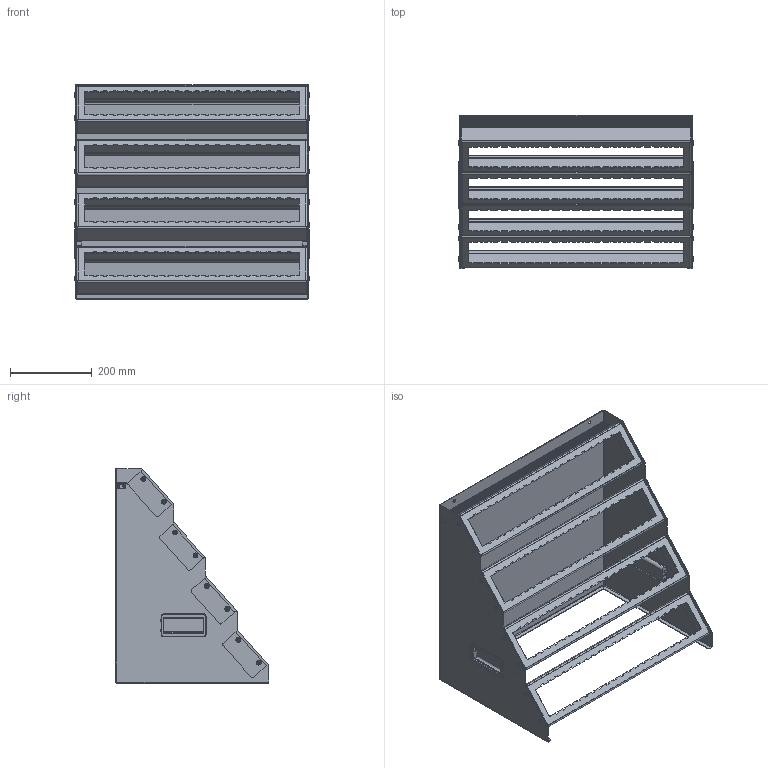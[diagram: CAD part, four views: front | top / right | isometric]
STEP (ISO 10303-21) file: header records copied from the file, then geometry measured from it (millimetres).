
FILE_DESCRIPTION(/* description */ ('Tischaufsatzgestell (TAG) 4-2 575x375x525'),/* implementation_level */ '2;1');
FILE_NAME(/* name */ '8024-11.stp',/* time_stamp */ '2024-03-13T15:34:48+01:00',/* author */ ('marvin.friedrich'),/* organization */ ('B+H'),/* preprocessor_version */ 'ST-DEVELOPER v18.1',/* originating_system */ 'Autodesk Inventor 2022',/* authorisation */ '');
FILE_SCHEMA (('AUTOMOTIVE_DESIGN { 1 0 10303 214 3 1 1 }'));
Length unit declared in the file: millimetre
Products named in the file (9): 8024-11; 8025-11; 8018-01; 8019-01; 8026-11; BLINDNIET Ø4x8-ALU; BLINDNIET Ø6x18-ALU; 8027-11; Schalengriff Fa. Mentor BNr. 3232.1103
Assembly tree (32 placements, depth 3):
  8024-11
    8025-11
    8018-01  x4
      8019-01
    8026-11
    BLINDNIET Ø4x8-ALU  x6
    BLINDNIET Ø6x18-ALU  x16
    8027-11
    Schalengriff Fa. Mentor BNr. 3232.1103  x2
Bounding box: 575.5 x 376 x 525 mm (x, y, z)
Volume: 1791868 mm3; surface area: 2131122.4 mm2
Topology: 31 solids, 31 shells, 2145 faces, 5714 edges, 3663 vertices
Faces by surface type: plane 1746, cylinder 284, bspline 85, torus 22, cone 8
Full cylindrical faces by diameter (mm): 2 x6, 2.75 x16, 4 x6, 4.06 x2, 4.5 x12, 6 x18, 6.5 x32, 7.2 x6, 8 x2, 11.75 x16
Entity records: 37791 total; most frequent: CARTESIAN_POINT 8081, ORIENTED_EDGE 6302, DIRECTION 5576, EDGE_CURVE 3151, LINE 2844, VECTOR 2844, VERTEX_POINT 2039, AXIS2_PLACEMENT_3D 1366
